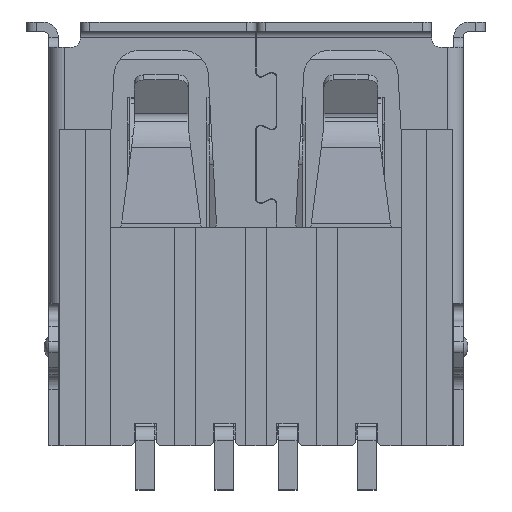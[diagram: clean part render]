
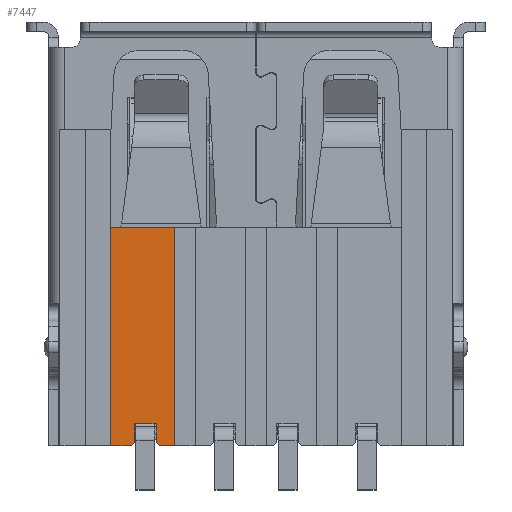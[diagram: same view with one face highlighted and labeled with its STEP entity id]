
A CAD part, front view. The second image highlights one B-rep face of the part: STEP entity #7447.
In plain terms, the highlighted face is planar.
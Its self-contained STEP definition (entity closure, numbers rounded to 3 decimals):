
#260 = VERTEX_POINT ( 'NONE', #8615 ) ;
#436 = ORIENTED_EDGE ( 'NONE', *, *, #3565, .F. ) ;
#901 = VECTOR ( 'NONE', #8099, 1000. ) ;
#1826 = EDGE_CURVE ( 'NONE', #16380, #9490, #6773, .T. ) ;
#1829 = CARTESIAN_POINT ( 'NONE',  ( 8.25, 8.068, -4.41 ) ) ;
#1853 = VECTOR ( 'NONE', #14828, 1000. ) ;
#2024 = EDGE_CURVE ( 'NONE', #8677, #9490, #21682, .T. ) ;
#2102 = CARTESIAN_POINT ( 'NONE',  ( 8.25, 8.893, -10.555 ) ) ;
#2375 = CARTESIAN_POINT ( 'NONE',  ( 8.25, 7.974, -3.716 ) ) ;
#2754 = ORIENTED_EDGE ( 'NONE', *, *, #8701, .F. ) ;
#2985 = EDGE_CURVE ( 'NONE', #260, #22259, #7620, .T. ) ;
#3051 = VECTOR ( 'NONE', #12021, 1000. ) ;
#3311 = DIRECTION ( 'NONE',  ( -1., 0., 0. ) ) ;
#3413 = VERTEX_POINT ( 'NONE', #18590 ) ;
#3565 = EDGE_CURVE ( 'NONE', #5055, #16380, #14475, .T. ) ;
#3926 = EDGE_CURVE ( 'NONE', #12855, #3413, #17880, .T. ) ;
#4029 = ORIENTED_EDGE ( 'NONE', *, *, #6806, .F. ) ;
#4188 = VECTOR ( 'NONE', #9557, 1000. ) ;
#4234 = DIRECTION ( 'NONE',  ( -1., 0., 0. ) ) ;
#5055 = VERTEX_POINT ( 'NONE', #14409 ) ;
#5474 = VERTEX_POINT ( 'NONE', #12246 ) ;
#5504 = LINE ( 'NONE', #15665, #18998 ) ;
#6311 = CARTESIAN_POINT ( 'NONE',  ( 3.65, 7.974, -3.716 ) ) ;
#6773 = LINE ( 'NONE', #13386, #1853 ) ;
#6806 = EDGE_CURVE ( 'NONE', #22259, #5474, #12638, .T. ) ;
#7028 = EDGE_LOOP ( 'NONE', ( #18172, #9162, #9096, #436, #2754, #12644, #12387, #8105, #4029, #11659 ) ) ;
#7447 = ADVANCED_FACE ( 'NONE', ( #13147 ), #10769, .T. ) ;
#7620 = LINE ( 'NONE', #2375, #12483 ) ;
#7647 = EDGE_CURVE ( 'NONE', #5474, #12855, #23716, .T. ) ;
#7724 = CARTESIAN_POINT ( 'NONE',  ( 5.09, 8.64, -8.672 ) ) ;
#8099 = DIRECTION ( 'NONE',  ( -1., 0., 0. ) ) ;
#8105 = ORIENTED_EDGE ( 'NONE', *, *, #7647, .F. ) ;
#8615 = CARTESIAN_POINT ( 'NONE',  ( 5.675, 7.974, -3.716 ) ) ;
#8677 = VERTEX_POINT ( 'NONE', #21206 ) ;
#8701 = EDGE_CURVE ( 'NONE', #15407, #5055, #18232, .T. ) ;
#8990 = DIRECTION ( 'NONE',  ( 0., 0.991, 0.133 ) ) ;
#9096 = ORIENTED_EDGE ( 'NONE', *, *, #1826, .F. ) ;
#9162 = ORIENTED_EDGE ( 'NONE', *, *, #2024, .T. ) ;
#9490 = VERTEX_POINT ( 'NONE', #20128 ) ;
#9557 = DIRECTION ( 'NONE',  ( 0., 0.133, -0.991 ) ) ;
#10340 = DIRECTION ( 'NONE',  ( -0.707, -0.094, 0.701 ) ) ;
#10769 = PLANE ( 'NONE',  #11146 ) ;
#11146 = AXIS2_PLACEMENT_3D ( 'NONE', #19946, #8990, #21803 ) ;
#11321 = EDGE_CURVE ( 'NONE', #8677, #260, #5504, .T. ) ;
#11625 = CARTESIAN_POINT ( 'NONE',  ( 5.19, 7.974, -3.716 ) ) ;
#11659 = ORIENTED_EDGE ( 'NONE', *, *, #2985, .F. ) ;
#11873 = VECTOR ( 'NONE', #20224, 1000. ) ;
#12021 = DIRECTION ( 'NONE',  ( 0., 0.133, -0.991 ) ) ;
#12246 = CARTESIAN_POINT ( 'NONE',  ( 5.09, 7.988, -3.815 ) ) ;
#12387 = ORIENTED_EDGE ( 'NONE', *, *, #3926, .F. ) ;
#12483 = VECTOR ( 'NONE', #4234, 1000. ) ;
#12537 = VECTOR ( 'NONE', #10340, 1000. ) ;
#12638 = LINE ( 'NONE', #14408, #16928 ) ;
#12644 = ORIENTED_EDGE ( 'NONE', *, *, #13799, .T. ) ;
#12855 = VERTEX_POINT ( 'NONE', #18793 ) ;
#13147 = FACE_OUTER_BOUND ( 'NONE', #7028, .T. ) ;
#13386 = CARTESIAN_POINT ( 'NONE',  ( 3.65, 8.64, -8.672 ) ) ;
#13799 = EDGE_CURVE ( 'NONE', #15407, #3413, #22603, .T. ) ;
#13841 = DIRECTION ( 'NONE',  ( 0., -0.133, 0.991 ) ) ;
#14409 = CARTESIAN_POINT ( 'NONE',  ( 4.31, 7.974, -3.716 ) ) ;
#14408 = CARTESIAN_POINT ( 'NONE',  ( 5.207, 7.972, -3.7 ) ) ;
#14475 = LINE ( 'NONE', #20886, #901 ) ;
#14828 = DIRECTION ( 'NONE',  ( 0., 0.133, -0.991 ) ) ;
#15316 = CARTESIAN_POINT ( 'NONE',  ( 4.41, 7.988, -3.815 ) ) ;
#15407 = VERTEX_POINT ( 'NONE', #15316 ) ;
#15665 = CARTESIAN_POINT ( 'NONE',  ( 5.675, 8.64, -8.672 ) ) ;
#16380 = VERTEX_POINT ( 'NONE', #6311 ) ;
#16822 = VECTOR ( 'NONE', #3311, 1000. ) ;
#16928 = VECTOR ( 'NONE', #23508, 1000. ) ;
#17880 = LINE ( 'NONE', #1829, #11873 ) ;
#18172 = ORIENTED_EDGE ( 'NONE', *, *, #11321, .F. ) ;
#18232 = LINE ( 'NONE', #21283, #12537 ) ;
#18590 = CARTESIAN_POINT ( 'NONE',  ( 4.41, 8.068, -4.41 ) ) ;
#18793 = CARTESIAN_POINT ( 'NONE',  ( 5.09, 8.068, -4.41 ) ) ;
#18998 = VECTOR ( 'NONE', #13841, 1000. ) ;
#19946 = CARTESIAN_POINT ( 'NONE',  ( 14.698, 9.332, -13.826 ) ) ;
#20128 = CARTESIAN_POINT ( 'NONE',  ( 3.65, 8.893, -10.555 ) ) ;
#20224 = DIRECTION ( 'NONE',  ( -1., 0., 0. ) ) ;
#20886 = CARTESIAN_POINT ( 'NONE',  ( 8.25, 7.974, -3.716 ) ) ;
#21123 = CARTESIAN_POINT ( 'NONE',  ( 4.41, 8.028, -4.113 ) ) ;
#21206 = CARTESIAN_POINT ( 'NONE',  ( 5.675, 8.893, -10.555 ) ) ;
#21283 = CARTESIAN_POINT ( 'NONE',  ( 4.427, 7.99, -3.832 ) ) ;
#21682 = LINE ( 'NONE', #2102, #16822 ) ;
#21803 = DIRECTION ( 'NONE',  ( -1., 0., 0. ) ) ;
#22259 = VERTEX_POINT ( 'NONE', #11625 ) ;
#22603 = LINE ( 'NONE', #21123, #3051 ) ;
#23508 = DIRECTION ( 'NONE',  ( -0.707, 0.094, -0.701 ) ) ;
#23716 = LINE ( 'NONE', #7724, #4188 ) ;
